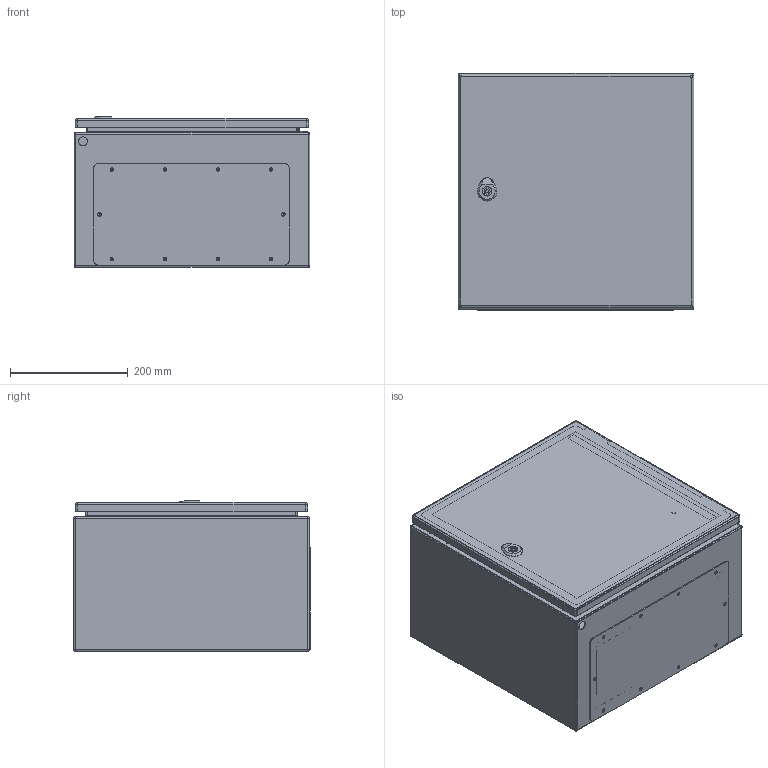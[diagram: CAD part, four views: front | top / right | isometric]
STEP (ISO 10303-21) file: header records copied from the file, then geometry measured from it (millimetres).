
FILE_DESCRIPTION(/* description */ (''),/* implementation_level */ '2;1');
FILE_NAME(/* name */ 'GN404025',/* time_stamp */ '2025-04-29T11:43:59+02:00',/* author */ (''),/* organization */ (''),/* preprocessor_version */ 'ST-DEVELOPER v19.4',/* originating_system */ 'SIEMENS PLM Software NX2212.8101',/* authorisation */ '');
FILE_SCHEMA (('AP203_CONFIGURATION_CONTROLLED_3D_DESIGN_OF_MECHANICAL_PARTS_AND_ASSEMBLIES_MIM_LF { 1 0 10303 403 2 1 2}'));
Length unit declared in the file: millimetre
Products named in the file (6): 501.P004-01-CIERRE 1 PUNTO; 501.P002.1008-01-Puerta_400x400; 501.P006.1008-01-PLACA DE MONTAJE_400x400; 501.P003.1007-01-TAPA PASACABLES LISA; 501.P001.1014-01-FONDO 400x400x250; 501.C001.1014-01-GN404025
Assembly tree (5 placements, depth 2):
  501.C001.1014-01-GN404025
    501.P001.1014-01-FONDO 400x400x250
    501.P003.1007-01-TAPA PASACABLES LISA
    501.P006.1008-01-PLACA DE MONTAJE_400x400
    501.P002.1008-01-Puerta_400x400
    501.P004-01-CIERRE 1 PUNTO
Bounding box: 400 x 402 x 255.9 mm (x, y, z)
Volume: 1430747.7 mm3; surface area: 1870380.3 mm2
Topology: 8 solids, 8 shells, 502 faces, 1315 edges, 825 vertices
Faces by surface type: plane 236, cylinder 209, bspline 24, sphere 20, torus 8, cone 5
Full cylindrical faces by diameter (mm): 3 x18, 3.5 x20, 5 x1, 6 x11, 8 x5, 9 x4, 10 x1, 15.1 x1, 16 x2, 16.25 x1, 19.3 x1
Entity records: 16563 total; most frequent: CARTESIAN_POINT 3094, DIRECTION 2634, ORIENTED_EDGE 2418, EDGE_CURVE 1209, AXIS2_PLACEMENT_3D 974, VERTEX_POINT 801, EDGE_LOOP 702, LINE 686
